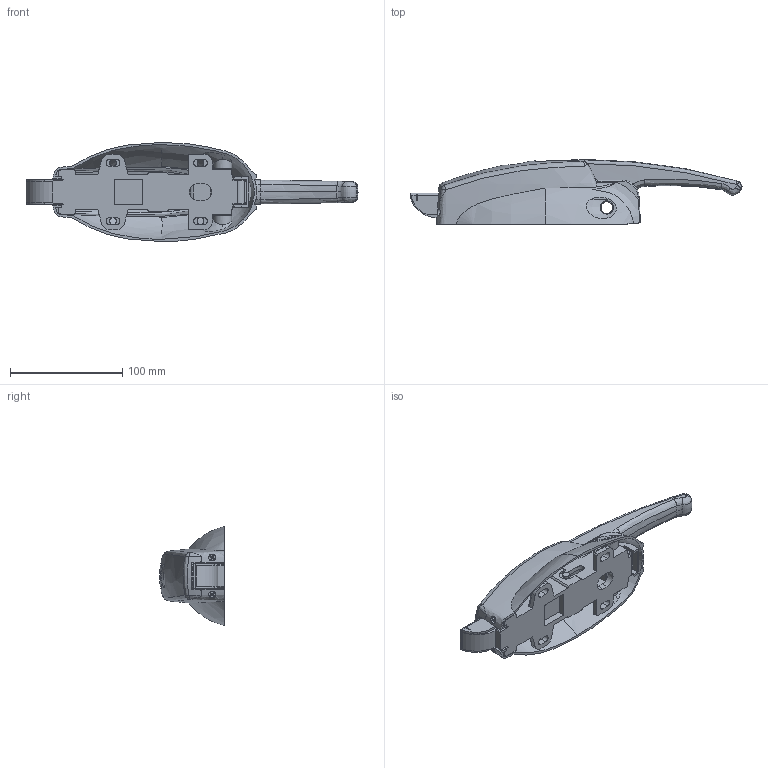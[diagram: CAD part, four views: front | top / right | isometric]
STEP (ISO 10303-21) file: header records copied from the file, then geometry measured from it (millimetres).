
FILE_DESCRIPTION (( 'STEP AP203' ), '1' );
FILE_NAME ('FA-662.STEP', '2011-06-21T02:44:17', ( '11sw' ), ( 'タキゲン製造株式会社' ), 'SwSTEP 2.0', 'SolidWorks 2011', '' );
FILE_SCHEMA (( 'CONFIG_CONTROL_DESIGN' ));
Length unit declared in the file: millimetre
Products named in the file (7): FA-662; FA-662僒僢僔梡嶮彫偹偠M4__M4亊12; FA-662ラッチ_; FA-662取付ワッシャー_; FA-662カバー; FA-662ハンドル_; FA-662本体_
Assembly tree (10 placements, depth 2):
  FA-662
    FA-662取付ワッシャー_  x4
    FA-662僒僢僔梡嶮彫偹偠M4__M4亊12  x2
    FA-662本体_
    FA-662ハンドル_
    FA-662カバー
    FA-662ラッチ_
Bounding box: 296.09 x 57.92 x 88.5 mm (x, y, z)
Volume: 288487 mm3; surface area: 127060.2 mm2
Topology: 10 solids, 10 shells, 585 faces, 1579 edges, 997 vertices
Faces by surface type: plane 252, cylinder 192, bspline 81, cone 34, torus 20, sphere 6
Entity records: 32435 total; most frequent: CARTESIAN_POINT 18760, ORIENTED_EDGE 2894, DIRECTION 2411, EDGE_CURVE 1447, VERTEX_POINT 928, AXIS2_PLACEMENT_3D 846, VECTOR 719, LINE 719
